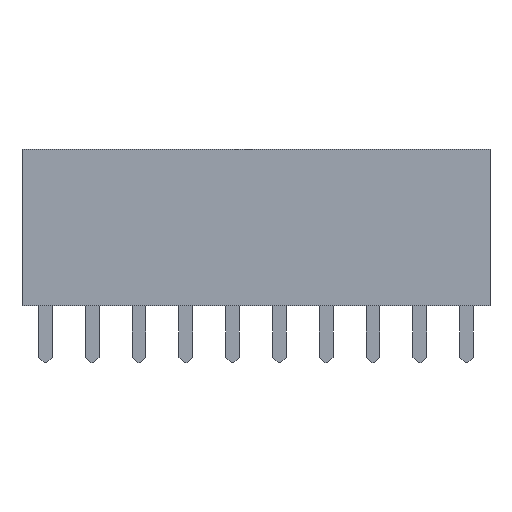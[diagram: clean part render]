
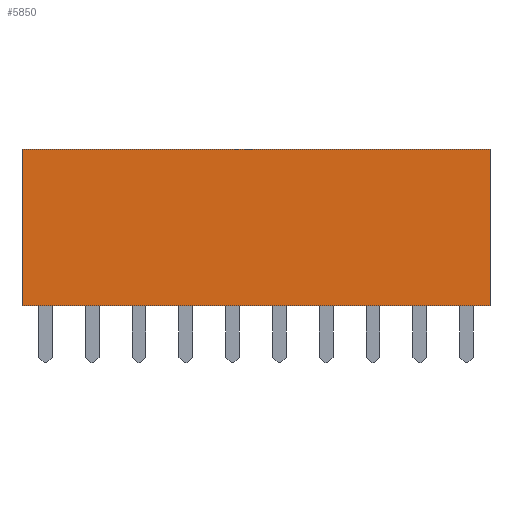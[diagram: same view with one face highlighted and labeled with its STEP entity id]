
A CAD part, front view. The second image highlights one B-rep face of the part: STEP entity #5850.
In plain terms, the highlighted planar face has unit normal (0, -1, 0).
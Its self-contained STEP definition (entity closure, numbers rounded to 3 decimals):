
#198=FACE_OUTER_BOUND('',#568,.T.);
#568=EDGE_LOOP('',(#4275,#4276,#4277,#4278));
#881=LINE('',#8151,#1689);
#924=LINE('',#8238,#1732);
#1047=LINE('',#8491,#1855);
#1050=LINE('',#8496,#1858);
#1689=VECTOR('',#6602,10.);
#1732=VECTOR('',#6653,10.);
#1855=VECTOR('',#6910,10.);
#1858=VECTOR('',#6917,10.);
#2478=VERTEX_POINT('',#8148);
#2479=VERTEX_POINT('',#8150);
#2519=VERTEX_POINT('',#8237);
#2582=VERTEX_POINT('',#8490);
#3009=EDGE_CURVE('',#2478,#2479,#881,.T.);
#3052=EDGE_CURVE('',#2479,#2519,#924,.T.);
#3175=EDGE_CURVE('',#2582,#2519,#1047,.T.);
#3178=EDGE_CURVE('',#2582,#2478,#1050,.T.);
#4275=ORIENTED_EDGE('',*,*,#3175,.T.);
#4276=ORIENTED_EDGE('',*,*,#3052,.F.);
#4277=ORIENTED_EDGE('',*,*,#3009,.F.);
#4278=ORIENTED_EDGE('',*,*,#3178,.F.);
#5490=PLANE('',#6246);
#5850=ADVANCED_FACE('',(#198),#5490,.T.);
#6246=AXIS2_PLACEMENT_3D('',#8563,#6986,#6987);
#6602=DIRECTION('',(1.,0.,0.));
#6653=DIRECTION('',(0.,0.,-1.));
#6910=DIRECTION('',(1.,0.,0.));
#6917=DIRECTION('',(0.,0.,1.));
#6986=DIRECTION('center_axis',(0.,-1.,0.));
#6987=DIRECTION('ref_axis',(1.,0.,0.));
#8148=CARTESIAN_POINT('',(-12.7,-2.52,8.6));
#8150=CARTESIAN_POINT('',(12.7,-2.52,8.6));
#8151=CARTESIAN_POINT('',(-12.7,-2.52,8.6));
#8237=CARTESIAN_POINT('',(12.7,-2.52,0.1));
#8238=CARTESIAN_POINT('',(12.7,-2.52,0.1));
#8490=CARTESIAN_POINT('',(-12.7,-2.52,0.1));
#8491=CARTESIAN_POINT('',(-12.7,-2.52,0.1));
#8496=CARTESIAN_POINT('',(-12.7,-2.52,0.1));
#8563=CARTESIAN_POINT('Origin',(-12.7,-2.52,0.1));
